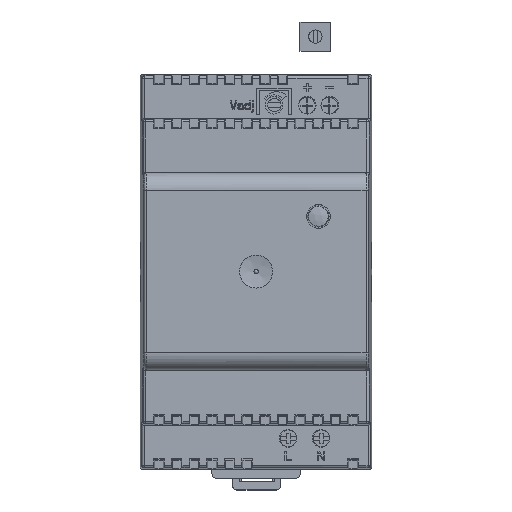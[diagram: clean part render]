
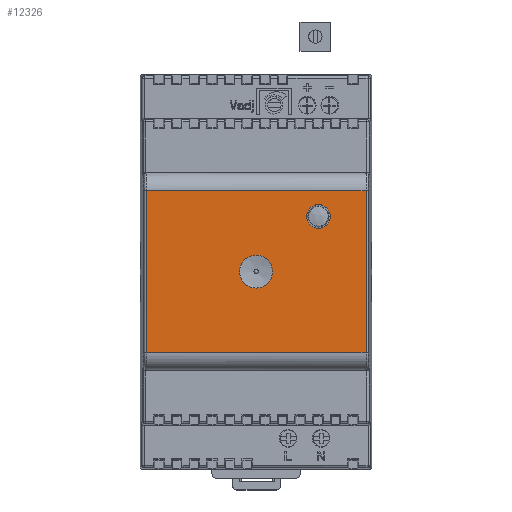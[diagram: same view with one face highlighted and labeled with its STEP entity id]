
A CAD part, top view. The second image highlights one B-rep face of the part: STEP entity #12326.
In plain terms, the highlighted planar face has unit normal (0, 0, 1).
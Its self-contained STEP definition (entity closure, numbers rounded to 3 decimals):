
#7170 = EDGE_CURVE( '', #16349, #15120, #17767, .T. );
#8665 = EDGE_CURVE( '', #19744, #19744, #19745, .T. );
#9078 = EDGE_CURVE( '', #20273, #20273, #20274, .T. );
#9670 = EDGE_CURVE( '', #15120, #15553, #21025, .T. );
#10131 = EDGE_CURVE( '', #15553, #13509, #21577, .T. );
#11688 = EDGE_CURVE( '', #13509, #16349, #23408, .T. );
#12326 = ADVANCED_FACE( ' TRM_SRF', ( #24153, #24154, #24155 ), #24156, .T. );
#13509 = VERTEX_POINT( '', #25700 );
#15120 = VERTEX_POINT( '', #28017 );
#15553 = VERTEX_POINT( '', #28655 );
#16349 = VERTEX_POINT( '', #29817 );
#17767 = LINE( '', #31981, #31982 );
#19744 = VERTEX_POINT( '', #35072 );
#19745 = CIRCLE( '', #35073, 2.7 );
#20273 = VERTEX_POINT( '', #35898 );
#20274 = CIRCLE( '', #35899, 3.742 );
#21025 = LINE( '', #37072, #37073 );
#21577 = LINE( '', #37994, #37995 );
#23408 = LINE( '', #41010, #41011 );
#24153 = FACE_OUTER_BOUND( '', #42219, .T. );
#24154 = FACE_BOUND( '', #42220, .T. );
#24155 = FACE_BOUND( '', #42221, .T. );
#24156 = PLANE( '', #42222 );
#25700 = CARTESIAN_POINT( '', ( 24.919, 18.377, 59.5 ) );
#28017 = CARTESIAN_POINT( '', ( -24.919, -18.377, 59.5 ) );
#28655 = CARTESIAN_POINT( '', ( 24.919, -18.377, 59.5 ) );
#29817 = CARTESIAN_POINT( '', ( -24.919, 18.377, 59.5 ) );
#31981 = CARTESIAN_POINT( '', ( -24.919, -19.112, 59.5 ) );
#31982 = VECTOR( '', #48266, 1000. );
#35072 = CARTESIAN_POINT( '', ( 16.85, 12.5, 59.5 ) );
#35073 = AXIS2_PLACEMENT_3D( '', #50561, #50562, #50563 );
#35898 = CARTESIAN_POINT( '', ( 3.742, 0., 59.5 ) );
#35899 = AXIS2_PLACEMENT_3D( '', #51249, #51250, #51251 );
#37072 = CARTESIAN_POINT( '', ( 25.916, -18.377, 59.5 ) );
#37073 = VECTOR( '', #52347, 1000. );
#37994 = CARTESIAN_POINT( '', ( 24.919, -19.112, 59.5 ) );
#37995 = VECTOR( '', #52980, 1000. );
#41010 = CARTESIAN_POINT( '', ( 25.916, 18.377, 59.5 ) );
#41011 = VECTOR( '', #55630, 1000. );
#42219 = EDGE_LOOP( '', ( #56582, #56583, #56584, #56585 ) );
#42220 = EDGE_LOOP( '', ( #56586 ) );
#42221 = EDGE_LOOP( '', ( #56587 ) );
#42222 = AXIS2_PLACEMENT_3D( '', #56588, #56589, #56590 );
#48266 = DIRECTION( '', ( 0., -1., 0. ) );
#50561 = CARTESIAN_POINT( '', ( 14.15, 12.5, 59.5 ) );
#50562 = DIRECTION( '', ( 0., 0., -1. ) );
#50563 = DIRECTION( '', ( 1., 0., 0. ) );
#51249 = CARTESIAN_POINT( '', ( 0., 0., 59.5 ) );
#51250 = DIRECTION( '', ( 0., 0., -1. ) );
#51251 = DIRECTION( '', ( 1., 0., 0. ) );
#52347 = DIRECTION( '', ( 1., 0., 0. ) );
#52980 = DIRECTION( '', ( 0., 1., 0. ) );
#55630 = DIRECTION( '', ( -1., 0., 0. ) );
#56582 = ORIENTED_EDGE( '', *, *, #7170, .T. );
#56583 = ORIENTED_EDGE( '', *, *, #9670, .T. );
#56584 = ORIENTED_EDGE( '', *, *, #10131, .T. );
#56585 = ORIENTED_EDGE( '', *, *, #11688, .T. );
#56586 = ORIENTED_EDGE( '', *, *, #9078, .T. );
#56587 = ORIENTED_EDGE( '', *, *, #8665, .T. );
#56588 = CARTESIAN_POINT( '', ( 25.916, -19.112, 59.5 ) );
#56589 = DIRECTION( '', ( 0., 0., 1. ) );
#56590 = DIRECTION( '', ( 1., 0., 0. ) );
